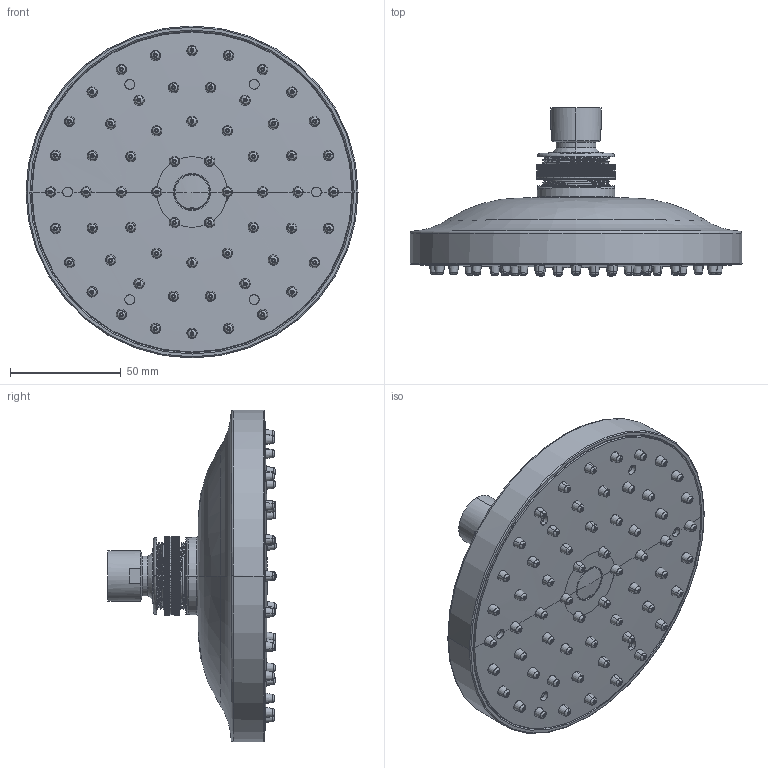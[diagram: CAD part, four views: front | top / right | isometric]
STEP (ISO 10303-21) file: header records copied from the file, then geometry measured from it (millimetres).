
FILE_DESCRIPTION((''),'2;1');
FILE_NAME('ZSOF029CR','2021-11-22T08:40:46',('ut3'),('PAFFONI SpA'),'CREO PARAMETRIC BY PTC INC, 2020044','CREO PARAMETRIC BY PTC INC, 2020044','');
FILE_SCHEMA(('CONFIG_CONTROL_DESIGN','SHAPE_APPEARANCE_LAYERS_GROUPS'));
Length unit declared in the file: millimetre
Products named in the file (1): ZSOF029CR
Bounding box: 149.99 x 75.95 x 149.99 mm (x, y, z)
Volume: 191182 mm3; surface area: 121448.4 mm2
Topology: 2 solids, 2 shells, 5873 faces, 14681 edges, 9617 vertices
Faces by surface type: plane 3818, cylinder 1043, cone 692, bspline 228, torus 67, sphere 13, extrusion 12
Entity records: 243988 total; most frequent: CARTESIAN_POINT 67976, ORIENTED_EDGE 29342, DIRECTION 25806, EDGE_CURVE 14671, AXIS2_PLACEMENT_3D 10601, VERTEX_POINT 9615, EDGE_LOOP 6932, PRESENTATION_STYLE_ASSIGNMENT 5885
